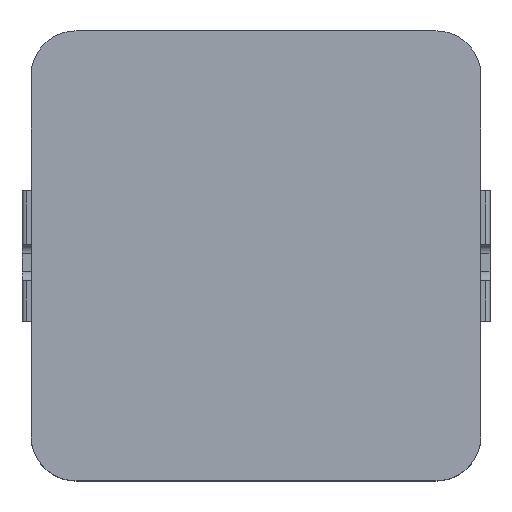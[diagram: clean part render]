
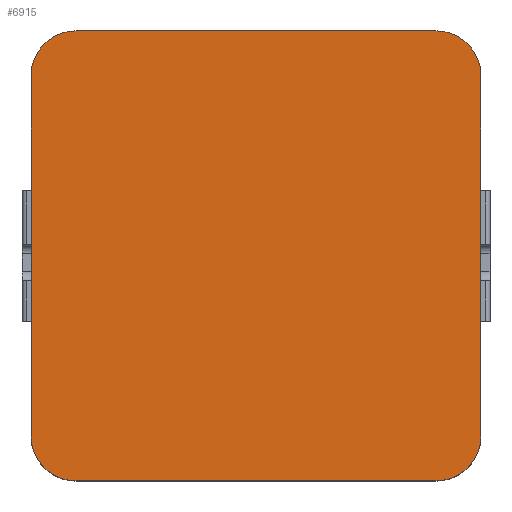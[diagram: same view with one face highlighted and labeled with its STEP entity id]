
A CAD part, top view. The second image highlights one B-rep face of the part: STEP entity #6915.
In plain terms, the highlighted planar face has unit normal (0, 0, 1).
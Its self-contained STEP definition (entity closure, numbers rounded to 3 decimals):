
#5933 = PLANE('',#5934);
#5934 = AXIS2_PLACEMENT_3D('',#5935,#5936,#5937);
#5935 = CARTESIAN_POINT('',(1920.946,324.26,2.2));
#5936 = DIRECTION('',(-1.,0.,0.));
#5937 = DIRECTION('',(0.,0.,1.));
#6014 = VERTEX_POINT('',#6015);
#6015 = CARTESIAN_POINT('',(1920.946,332.26,2.95));
#6029 = CYLINDRICAL_SURFACE('',#6030,1.);
#6030 = AXIS2_PLACEMENT_3D('',#6031,#6032,#6033);
#6031 = CARTESIAN_POINT('',(1919.946,332.26,2.2));
#6032 = DIRECTION('',(0.,0.,-1.));
#6033 = DIRECTION('',(-1.,0.,0.));
#6041 = EDGE_CURVE('',#6042,#6014,#6044,.T.);
#6042 = VERTEX_POINT('',#6043);
#6043 = CARTESIAN_POINT('',(1920.946,324.26,2.95));
#6044 = SURFACE_CURVE('',#6045,(#6049,#6056),.PCURVE_S1.);
#6045 = LINE('',#6046,#6047);
#6046 = CARTESIAN_POINT('',(1920.946,324.26,2.95));
#6047 = VECTOR('',#6048,1.);
#6048 = DIRECTION('',(0.,1.,0.));
#6049 = PCURVE('',#5933,#6050);
#6050 = DEFINITIONAL_REPRESENTATION('',(#6051),#6055);
#6051 = LINE('',#6052,#6053);
#6052 = CARTESIAN_POINT('',(0.75,0.));
#6053 = VECTOR('',#6054,1.);
#6054 = DIRECTION('',(0.,1.));
#6055 = ( GEOMETRIC_REPRESENTATION_CONTEXT(2) 
PARAMETRIC_REPRESENTATION_CONTEXT() REPRESENTATION_CONTEXT('2D SPACE',''
  ) );
#6056 = PCURVE('',#6057,#6062);
#6057 = PLANE('',#6058);
#6058 = AXIS2_PLACEMENT_3D('',#6059,#6060,#6061);
#6059 = CARTESIAN_POINT('',(1911.946,324.26,2.95));
#6060 = DIRECTION('',(0.,0.,1.));
#6061 = DIRECTION('',(1.,0.,-0.));
#6062 = DEFINITIONAL_REPRESENTATION('',(#6063),#6067);
#6063 = LINE('',#6064,#6065);
#6064 = CARTESIAN_POINT('',(9.,0.));
#6065 = VECTOR('',#6066,1.);
#6066 = DIRECTION('',(0.,1.));
#6067 = ( GEOMETRIC_REPRESENTATION_CONTEXT(2) 
PARAMETRIC_REPRESENTATION_CONTEXT() REPRESENTATION_CONTEXT('2D SPACE',''
  ) );
#6085 = CYLINDRICAL_SURFACE('',#6086,1.);
#6086 = AXIS2_PLACEMENT_3D('',#6087,#6088,#6089);
#6087 = CARTESIAN_POINT('',(1919.946,324.26,2.2));
#6088 = DIRECTION('',(0.,0.,-1.));
#6089 = DIRECTION('',(-1.,0.,0.));
#6167 = PLANE('',#6168);
#6168 = AXIS2_PLACEMENT_3D('',#6169,#6170,#6171);
#6169 = CARTESIAN_POINT('',(1910.946,332.26,2.2));
#6170 = DIRECTION('',(1.,0.,0.));
#6171 = DIRECTION('',(0.,0.,-1.));
#6303 = CYLINDRICAL_SURFACE('',#6304,1.);
#6304 = AXIS2_PLACEMENT_3D('',#6305,#6306,#6307);
#6305 = CARTESIAN_POINT('',(1911.946,332.26,2.2));
#6306 = DIRECTION('',(0.,0.,-1.));
#6307 = DIRECTION('',(-1.,0.,0.));
#6331 = PLANE('',#6332);
#6332 = AXIS2_PLACEMENT_3D('',#6333,#6334,#6335);
#6333 = CARTESIAN_POINT('',(1919.946,333.26,2.2));
#6334 = DIRECTION('',(0.,-1.,0.));
#6335 = DIRECTION('',(1.,0.,0.));
#6479 = PLANE('',#6480);
#6480 = AXIS2_PLACEMENT_3D('',#6481,#6482,#6483);
#6481 = CARTESIAN_POINT('',(1911.946,323.26,2.2));
#6482 = DIRECTION('',(0.,1.,0.));
#6483 = DIRECTION('',(-1.,0.,0.));
#6506 = CYLINDRICAL_SURFACE('',#6507,1.);
#6507 = AXIS2_PLACEMENT_3D('',#6508,#6509,#6510);
#6508 = CARTESIAN_POINT('',(1911.946,324.26,2.2));
#6509 = DIRECTION('',(0.,0.,-1.));
#6510 = DIRECTION('',(-1.,0.,0.));
#6523 = VERTEX_POINT('',#6524);
#6524 = CARTESIAN_POINT('',(1911.946,323.26,2.95));
#6545 = EDGE_CURVE('',#6546,#6523,#6548,.T.);
#6546 = VERTEX_POINT('',#6547);
#6547 = CARTESIAN_POINT('',(1910.946,324.26,2.95));
#6548 = SURFACE_CURVE('',#6549,(#6554,#6561),.PCURVE_S1.);
#6549 = CIRCLE('',#6550,1.);
#6550 = AXIS2_PLACEMENT_3D('',#6551,#6552,#6553);
#6551 = CARTESIAN_POINT('',(1911.946,324.26,2.95));
#6552 = DIRECTION('',(0.,0.,1.));
#6553 = DIRECTION('',(1.,0.,-0.));
#6554 = PCURVE('',#6506,#6555);
#6555 = DEFINITIONAL_REPRESENTATION('',(#6556),#6560);
#6556 = LINE('',#6557,#6558);
#6557 = CARTESIAN_POINT('',(9.425,-0.75));
#6558 = VECTOR('',#6559,1.);
#6559 = DIRECTION('',(-1.,0.));
#6560 = ( GEOMETRIC_REPRESENTATION_CONTEXT(2) 
PARAMETRIC_REPRESENTATION_CONTEXT() REPRESENTATION_CONTEXT('2D SPACE',''
  ) );
#6561 = PCURVE('',#6057,#6562);
#6562 = DEFINITIONAL_REPRESENTATION('',(#6563),#6567);
#6563 = CIRCLE('',#6564,1.);
#6564 = AXIS2_PLACEMENT_2D('',#6565,#6566);
#6565 = CARTESIAN_POINT('',(0.,0.));
#6566 = DIRECTION('',(1.,0.));
#6567 = ( GEOMETRIC_REPRESENTATION_CONTEXT(2) 
PARAMETRIC_REPRESENTATION_CONTEXT() REPRESENTATION_CONTEXT('2D SPACE',''
  ) );
#6595 = VERTEX_POINT('',#6596);
#6596 = CARTESIAN_POINT('',(1919.946,323.26,2.95));
#6617 = EDGE_CURVE('',#6523,#6595,#6618,.T.);
#6618 = SURFACE_CURVE('',#6619,(#6623,#6630),.PCURVE_S1.);
#6619 = LINE('',#6620,#6621);
#6620 = CARTESIAN_POINT('',(1911.946,323.26,2.95));
#6621 = VECTOR('',#6622,1.);
#6622 = DIRECTION('',(1.,0.,0.));
#6623 = PCURVE('',#6479,#6624);
#6624 = DEFINITIONAL_REPRESENTATION('',(#6625),#6629);
#6625 = LINE('',#6626,#6627);
#6626 = CARTESIAN_POINT('',(0.,0.75));
#6627 = VECTOR('',#6628,1.);
#6628 = DIRECTION('',(-1.,0.));
#6629 = ( GEOMETRIC_REPRESENTATION_CONTEXT(2) 
PARAMETRIC_REPRESENTATION_CONTEXT() REPRESENTATION_CONTEXT('2D SPACE',''
  ) );
#6630 = PCURVE('',#6057,#6631);
#6631 = DEFINITIONAL_REPRESENTATION('',(#6632),#6636);
#6632 = LINE('',#6633,#6634);
#6633 = CARTESIAN_POINT('',(0.,-1.));
#6634 = VECTOR('',#6635,1.);
#6635 = DIRECTION('',(1.,0.));
#6636 = ( GEOMETRIC_REPRESENTATION_CONTEXT(2) 
PARAMETRIC_REPRESENTATION_CONTEXT() REPRESENTATION_CONTEXT('2D SPACE',''
  ) );
#6644 = EDGE_CURVE('',#6595,#6042,#6645,.T.);
#6645 = SURFACE_CURVE('',#6646,(#6651,#6658),.PCURVE_S1.);
#6646 = CIRCLE('',#6647,1.);
#6647 = AXIS2_PLACEMENT_3D('',#6648,#6649,#6650);
#6648 = CARTESIAN_POINT('',(1919.946,324.26,2.95));
#6649 = DIRECTION('',(0.,0.,1.));
#6650 = DIRECTION('',(1.,0.,-0.));
#6651 = PCURVE('',#6085,#6652);
#6652 = DEFINITIONAL_REPRESENTATION('',(#6653),#6657);
#6653 = LINE('',#6654,#6655);
#6654 = CARTESIAN_POINT('',(9.425,-0.75));
#6655 = VECTOR('',#6656,1.);
#6656 = DIRECTION('',(-1.,0.));
#6657 = ( GEOMETRIC_REPRESENTATION_CONTEXT(2) 
PARAMETRIC_REPRESENTATION_CONTEXT() REPRESENTATION_CONTEXT('2D SPACE',''
  ) );
#6658 = PCURVE('',#6057,#6659);
#6659 = DEFINITIONAL_REPRESENTATION('',(#6660),#6664);
#6660 = CIRCLE('',#6661,1.);
#6661 = AXIS2_PLACEMENT_2D('',#6662,#6663);
#6662 = CARTESIAN_POINT('',(8.,0.));
#6663 = DIRECTION('',(1.,0.));
#6664 = ( GEOMETRIC_REPRESENTATION_CONTEXT(2) 
PARAMETRIC_REPRESENTATION_CONTEXT() REPRESENTATION_CONTEXT('2D SPACE',''
  ) );
#6672 = VERTEX_POINT('',#6673);
#6673 = CARTESIAN_POINT('',(1919.946,333.26,2.95));
#6694 = EDGE_CURVE('',#6014,#6672,#6695,.T.);
#6695 = SURFACE_CURVE('',#6696,(#6701,#6708),.PCURVE_S1.);
#6696 = CIRCLE('',#6697,1.);
#6697 = AXIS2_PLACEMENT_3D('',#6698,#6699,#6700);
#6698 = CARTESIAN_POINT('',(1919.946,332.26,2.95));
#6699 = DIRECTION('',(0.,0.,1.));
#6700 = DIRECTION('',(1.,0.,-0.));
#6701 = PCURVE('',#6029,#6702);
#6702 = DEFINITIONAL_REPRESENTATION('',(#6703),#6707);
#6703 = LINE('',#6704,#6705);
#6704 = CARTESIAN_POINT('',(3.142,-0.75));
#6705 = VECTOR('',#6706,1.);
#6706 = DIRECTION('',(-1.,0.));
#6707 = ( GEOMETRIC_REPRESENTATION_CONTEXT(2) 
PARAMETRIC_REPRESENTATION_CONTEXT() REPRESENTATION_CONTEXT('2D SPACE',''
  ) );
#6708 = PCURVE('',#6057,#6709);
#6709 = DEFINITIONAL_REPRESENTATION('',(#6710),#6714);
#6710 = CIRCLE('',#6711,1.);
#6711 = AXIS2_PLACEMENT_2D('',#6712,#6713);
#6712 = CARTESIAN_POINT('',(8.,8.));
#6713 = DIRECTION('',(1.,0.));
#6714 = ( GEOMETRIC_REPRESENTATION_CONTEXT(2) 
PARAMETRIC_REPRESENTATION_CONTEXT() REPRESENTATION_CONTEXT('2D SPACE',''
  ) );
#6722 = VERTEX_POINT('',#6723);
#6723 = CARTESIAN_POINT('',(1911.946,333.26,2.95));
#6744 = EDGE_CURVE('',#6672,#6722,#6745,.T.);
#6745 = SURFACE_CURVE('',#6746,(#6750,#6757),.PCURVE_S1.);
#6746 = LINE('',#6747,#6748);
#6747 = CARTESIAN_POINT('',(1919.946,333.26,2.95));
#6748 = VECTOR('',#6749,1.);
#6749 = DIRECTION('',(-1.,0.,0.));
#6750 = PCURVE('',#6331,#6751);
#6751 = DEFINITIONAL_REPRESENTATION('',(#6752),#6756);
#6752 = LINE('',#6753,#6754);
#6753 = CARTESIAN_POINT('',(0.,0.75));
#6754 = VECTOR('',#6755,1.);
#6755 = DIRECTION('',(-1.,0.));
#6756 = ( GEOMETRIC_REPRESENTATION_CONTEXT(2) 
PARAMETRIC_REPRESENTATION_CONTEXT() REPRESENTATION_CONTEXT('2D SPACE',''
  ) );
#6757 = PCURVE('',#6057,#6758);
#6758 = DEFINITIONAL_REPRESENTATION('',(#6759),#6763);
#6759 = LINE('',#6760,#6761);
#6760 = CARTESIAN_POINT('',(8.,9.));
#6761 = VECTOR('',#6762,1.);
#6762 = DIRECTION('',(-1.,0.));
#6763 = ( GEOMETRIC_REPRESENTATION_CONTEXT(2) 
PARAMETRIC_REPRESENTATION_CONTEXT() REPRESENTATION_CONTEXT('2D SPACE',''
  ) );
#6771 = VERTEX_POINT('',#6772);
#6772 = CARTESIAN_POINT('',(1910.946,332.26,2.95));
#6793 = EDGE_CURVE('',#6722,#6771,#6794,.T.);
#6794 = SURFACE_CURVE('',#6795,(#6800,#6807),.PCURVE_S1.);
#6795 = CIRCLE('',#6796,1.);
#6796 = AXIS2_PLACEMENT_3D('',#6797,#6798,#6799);
#6797 = CARTESIAN_POINT('',(1911.946,332.26,2.95));
#6798 = DIRECTION('',(0.,0.,1.));
#6799 = DIRECTION('',(1.,0.,-0.));
#6800 = PCURVE('',#6303,#6801);
#6801 = DEFINITIONAL_REPRESENTATION('',(#6802),#6806);
#6802 = LINE('',#6803,#6804);
#6803 = CARTESIAN_POINT('',(3.142,-0.75));
#6804 = VECTOR('',#6805,1.);
#6805 = DIRECTION('',(-1.,0.));
#6806 = ( GEOMETRIC_REPRESENTATION_CONTEXT(2) 
PARAMETRIC_REPRESENTATION_CONTEXT() REPRESENTATION_CONTEXT('2D SPACE',''
  ) );
#6807 = PCURVE('',#6057,#6808);
#6808 = DEFINITIONAL_REPRESENTATION('',(#6809),#6813);
#6809 = CIRCLE('',#6810,1.);
#6810 = AXIS2_PLACEMENT_2D('',#6811,#6812);
#6811 = CARTESIAN_POINT('',(0.,8.));
#6812 = DIRECTION('',(1.,0.));
#6813 = ( GEOMETRIC_REPRESENTATION_CONTEXT(2) 
PARAMETRIC_REPRESENTATION_CONTEXT() REPRESENTATION_CONTEXT('2D SPACE',''
  ) );
#6872 = EDGE_CURVE('',#6771,#6546,#6873,.T.);
#6873 = SURFACE_CURVE('',#6874,(#6878,#6885),.PCURVE_S1.);
#6874 = LINE('',#6875,#6876);
#6875 = CARTESIAN_POINT('',(1910.946,332.26,2.95));
#6876 = VECTOR('',#6877,1.);
#6877 = DIRECTION('',(0.,-1.,0.));
#6878 = PCURVE('',#6167,#6879);
#6879 = DEFINITIONAL_REPRESENTATION('',(#6880),#6884);
#6880 = LINE('',#6881,#6882);
#6881 = CARTESIAN_POINT('',(-0.75,0.));
#6882 = VECTOR('',#6883,1.);
#6883 = DIRECTION('',(0.,-1.));
#6884 = ( GEOMETRIC_REPRESENTATION_CONTEXT(2) 
PARAMETRIC_REPRESENTATION_CONTEXT() REPRESENTATION_CONTEXT('2D SPACE',''
  ) );
#6885 = PCURVE('',#6057,#6886);
#6886 = DEFINITIONAL_REPRESENTATION('',(#6887),#6891);
#6887 = LINE('',#6888,#6889);
#6888 = CARTESIAN_POINT('',(-1.,8.));
#6889 = VECTOR('',#6890,1.);
#6890 = DIRECTION('',(0.,-1.));
#6891 = ( GEOMETRIC_REPRESENTATION_CONTEXT(2) 
PARAMETRIC_REPRESENTATION_CONTEXT() REPRESENTATION_CONTEXT('2D SPACE',''
  ) );
#6915 = ADVANCED_FACE('',(#6916),#6057,.T.);
#6916 = FACE_BOUND('',#6917,.T.);
#6917 = EDGE_LOOP('',(#6918,#6919,#6920,#6921,#6922,#6923,#6924,#6925));
#6918 = ORIENTED_EDGE('',*,*,#6545,.T.);
#6919 = ORIENTED_EDGE('',*,*,#6617,.T.);
#6920 = ORIENTED_EDGE('',*,*,#6644,.T.);
#6921 = ORIENTED_EDGE('',*,*,#6041,.T.);
#6922 = ORIENTED_EDGE('',*,*,#6694,.T.);
#6923 = ORIENTED_EDGE('',*,*,#6744,.T.);
#6924 = ORIENTED_EDGE('',*,*,#6793,.T.);
#6925 = ORIENTED_EDGE('',*,*,#6872,.T.);
